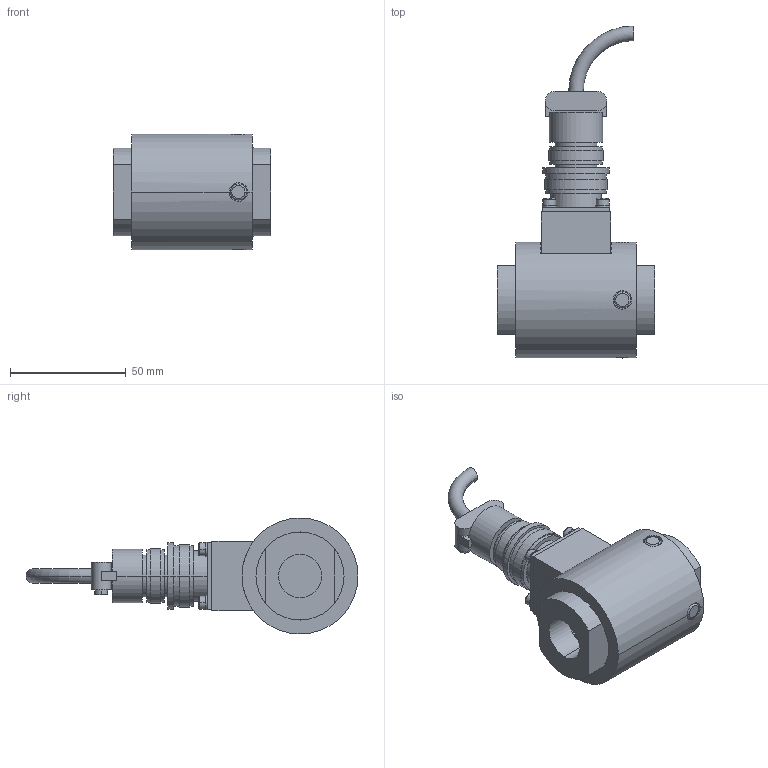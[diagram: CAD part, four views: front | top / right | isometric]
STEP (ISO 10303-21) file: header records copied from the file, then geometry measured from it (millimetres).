
FILE_DESCRIPTION((''),'2;1');
FILE_NAME('50088.stp','2007-07-27T09:42:33',(''),(''),'Mechanical Desktop 2007','Mechanical Desktop 2007',', , ');
FILE_SCHEMA(('CONFIG_CONTROL_DESIGN'));
Length unit declared in the file: millimetre
Products named in the file (16): D50088; L49026; TEIL1; I-6KT_SCHRAUBE_M4X10A; I-6KT_SCHRAUBE_M4X10; I-6KT_SCHRAUBE_M3X25A; I-6KT_SCHRAUBE_M3X25; FEDERRING_M3A; FEDERRING_M3; D4866104; TEIL1AA; D48580; TEIL1A; FLANSCHDOSE_14S-2P_4-POLIGA; FLANSCHDOSE_14S-2P_4-POLIG; RM_SDB
Assembly tree (26 placements, depth 3):
  D50088
    L49026
      TEIL1
    I-6KT_SCHRAUBE_M4X10A  x4
      I-6KT_SCHRAUBE_M4X10
    I-6KT_SCHRAUBE_M3X25A  x4
      I-6KT_SCHRAUBE_M3X25
    FEDERRING_M3A  x4
      FEDERRING_M3
    D4866104
      TEIL1AA
    D48580
      TEIL1A
    FLANSCHDOSE_14S-2P_4-POLIGA
      FLANSCHDOSE_14S-2P_4-POLIG
    RM_SDB  x3
Bounding box: 68 x 143.15 x 50 mm (x, y, z)
Volume: 137845.7 mm3; surface area: 45508 mm2
Topology: 16 solids, 16 shells, 298 faces, 710 edges, 466 vertices
Faces by surface type: cylinder 156, plane 96, torus 26, cone 20
Entity records: 8219 total; most frequent: CARTESIAN_POINT 2493, DIRECTION 1218, ORIENTED_EDGE 1072, EDGE_CURVE 536, AXIS2_PLACEMENT_3D 507, VERTEX_POINT 352, EDGE_LOOP 278, CIRCLE 266
